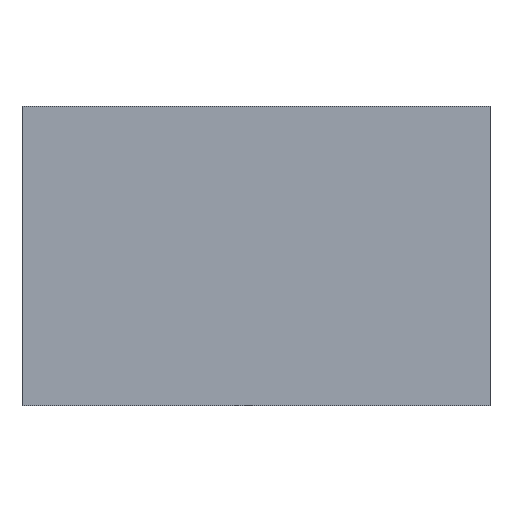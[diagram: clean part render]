
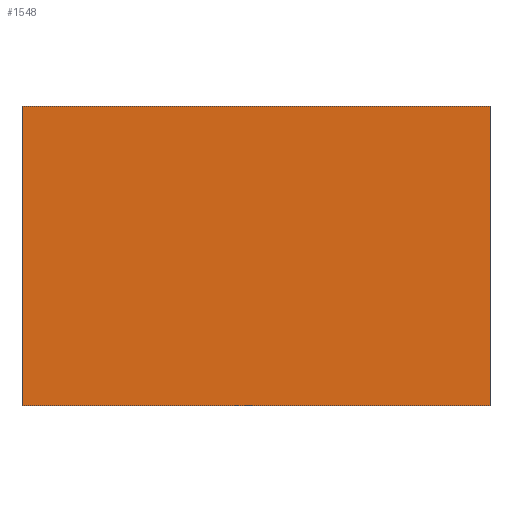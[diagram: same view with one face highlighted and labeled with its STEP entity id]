
A CAD part, left-side view. The second image highlights one B-rep face of the part: STEP entity #1548.
In plain terms, the highlighted planar face has unit normal (-1, 0, 0).
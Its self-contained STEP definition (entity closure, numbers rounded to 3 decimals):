
#22 = VERTEX_POINT('',#23);
#23 = CARTESIAN_POINT('',(0.,0.,0.));
#31 = EDGE_CURVE('',#22,#32,#34,.T.);
#32 = VERTEX_POINT('',#33);
#33 = CARTESIAN_POINT('',(0.,0.,16.));
#34 = LINE('',#35,#36);
#35 = CARTESIAN_POINT('',(0.,0.,0.));
#36 = VECTOR('',#37,1.);
#37 = DIRECTION('',(0.,0.,1.));
#379 = EDGE_CURVE('',#380,#22,#382,.T.);
#380 = VERTEX_POINT('',#381);
#381 = CARTESIAN_POINT('',(0.,25.,0.));
#382 = LINE('',#383,#384);
#383 = CARTESIAN_POINT('',(0.,25.,0.));
#384 = VECTOR('',#385,1.);
#385 = DIRECTION('',(0.,-1.,0.));
#1528 = EDGE_CURVE('',#1529,#32,#1531,.T.);
#1529 = VERTEX_POINT('',#1530);
#1530 = CARTESIAN_POINT('',(0.,25.,16.));
#1531 = LINE('',#1532,#1533);
#1532 = CARTESIAN_POINT('',(0.,25.,16.));
#1533 = VECTOR('',#1534,1.);
#1534 = DIRECTION('',(0.,-1.,0.));
#1548 = ADVANCED_FACE('',(#1549),#1560,.F.);
#1549 = FACE_BOUND('',#1550,.F.);
#1550 = EDGE_LOOP('',(#1551,#1557,#1558,#1559));
#1551 = ORIENTED_EDGE('',*,*,#1552,.T.);
#1552 = EDGE_CURVE('',#380,#1529,#1553,.T.);
#1553 = LINE('',#1554,#1555);
#1554 = CARTESIAN_POINT('',(0.,25.,0.));
#1555 = VECTOR('',#1556,1.);
#1556 = DIRECTION('',(0.,0.,1.));
#1557 = ORIENTED_EDGE('',*,*,#1528,.T.);
#1558 = ORIENTED_EDGE('',*,*,#31,.F.);
#1559 = ORIENTED_EDGE('',*,*,#379,.F.);
#1560 = PLANE('',#1561);
#1561 = AXIS2_PLACEMENT_3D('',#1562,#1563,#1564);
#1562 = CARTESIAN_POINT('',(0.,25.,0.));
#1563 = DIRECTION('',(1.,0.,0.));
#1564 = DIRECTION('',(0.,-1.,0.));
